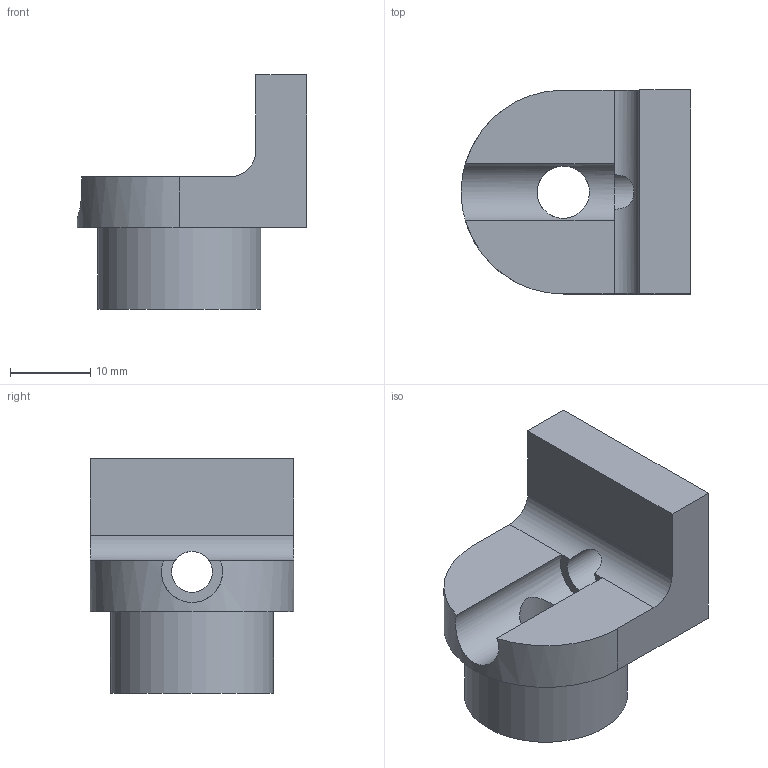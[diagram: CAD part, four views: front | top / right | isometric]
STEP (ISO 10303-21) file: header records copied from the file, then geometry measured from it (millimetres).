
FILE_DESCRIPTION(/* description */ (''),/* implementation_level */ '2;1');
FILE_NAME(/* name */ 'constant force Spring Holder 2.stp',/* time_stamp */ '2025-02-21T16:45:19-05:00',/* author */ ('slick'),/* organization */ (''),/* preprocessor_version */ 'ST-DEVELOPER v19.2',/* originating_system */ 'Autodesk Inventor 2023',/* authorisation */ '');
FILE_SCHEMA (('AUTOMOTIVE_DESIGN { 1 0 10303 214 3 1 1 }'));
Length unit declared in the file: inch
Products named in the file (1): constant force Spring Holder 2
Bounding box: 28.57 x 25.4 x 29.21 mm (x, y, z)
Volume: 8359.1 mm3; surface area: 3770.8 mm2
Topology: 1 solids, 1 shells, 16 faces, 42 edges, 28 vertices
Faces by surface type: plane 10, cylinder 6
Full cylindrical faces by diameter (mm): 5.105 x1, 6.528 x1, 20.32 x1
Entity records: 625 total; most frequent: CARTESIAN_POINT 174, ORIENTED_EDGE 84, DIRECTION 81, EDGE_CURVE 42, VERTEX_POINT 28, AXIS2_PLACEMENT_3D 28, LINE 25, VECTOR 25
